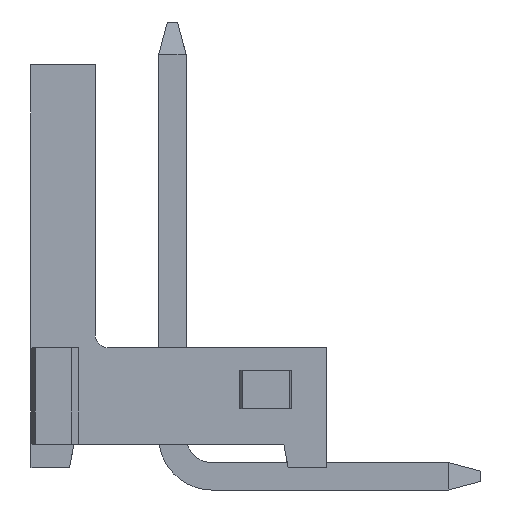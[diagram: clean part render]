
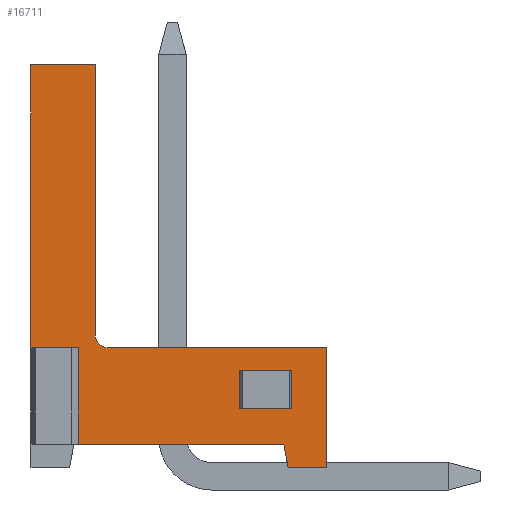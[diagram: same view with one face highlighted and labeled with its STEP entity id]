
A CAD part, left-side view. The second image highlights one B-rep face of the part: STEP entity #16711.
In plain terms, the highlighted planar face has unit normal (-1, 0, 0).
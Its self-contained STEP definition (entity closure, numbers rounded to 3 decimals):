
#15924=CARTESIAN_POINT('',(-12.5,-3.6,2.8));
#15925=VERTEX_POINT('',#15924);
#15932=CARTESIAN_POINT('',(-12.5,-3.6,0.));
#15933=VERTEX_POINT('',#15932);
#15934=CARTESIAN_POINT('',(-12.5,-3.6,2.8));
#15935=DIRECTION('',(0.,0.,-1.));
#15936=VECTOR('',#15935,2.8);
#15937=LINE('',#15934,#15936);
#15938=EDGE_CURVE('',#15925,#15933,#15937,.T.);
#16086=CARTESIAN_POINT('',(-12.5,3.3,2.8));
#16087=VERTEX_POINT('',#16086);
#16094=CARTESIAN_POINT('',(-12.5,3.3,9.4));
#16095=VERTEX_POINT('',#16094);
#16096=CARTESIAN_POINT('',(-12.5,3.3,2.8));
#16097=DIRECTION('',(0.,0.,1.));
#16098=VECTOR('',#16097,6.6);
#16099=LINE('',#16096,#16098);
#16100=EDGE_CURVE('',#16087,#16095,#16099,.T.);
#16118=CARTESIAN_POINT('',(-12.5,1.8,9.4));
#16119=VERTEX_POINT('',#16118);
#16120=CARTESIAN_POINT('',(-12.5,3.3,9.4));
#16121=DIRECTION('',(0.,-1.,0.));
#16122=VECTOR('',#16121,1.5);
#16123=LINE('',#16120,#16122);
#16124=EDGE_CURVE('',#16095,#16119,#16123,.T.);
#16142=CARTESIAN_POINT('',(-12.5,1.8,3.1));
#16143=VERTEX_POINT('',#16142);
#16144=CARTESIAN_POINT('',(-12.5,1.8,9.4));
#16145=DIRECTION('',(0.,0.,-1.));
#16146=VECTOR('',#16145,6.3);
#16147=LINE('',#16144,#16146);
#16148=EDGE_CURVE('',#16119,#16143,#16147,.T.);
#16166=CARTESIAN_POINT('',(-12.5,1.5,2.8));
#16167=VERTEX_POINT('',#16166);
#16168=CARTESIAN_POINT('',(-12.5,1.5,3.1));
#16169=DIRECTION('',(0.,1.,0.));
#16170=DIRECTION('',(-1.,0.,0.));
#16171=AXIS2_PLACEMENT_3D('',#16168,#16170,#16169);
#16172=CIRCLE('',#16171,0.3);
#16173=EDGE_CURVE('',#16143,#16167,#16172,.T.);
#16609=CARTESIAN_POINT('',(-12.5,-2.7,0.));
#16610=VERTEX_POINT('',#16609);
#16619=CARTESIAN_POINT('',(-12.5,-3.6,0.));
#16620=DIRECTION('',(0.,1.,0.));
#16621=VECTOR('',#16620,0.9);
#16622=LINE('',#16619,#16621);
#16623=EDGE_CURVE('',#15933,#16610,#16622,.T.);
#16628=CARTESIAN_POINT('',(-12.5,-0.15,4.7));
#16629=DIRECTION('',(0.,1.,0.));
#16630=DIRECTION('',(-1.,0.,0.));
#16631=AXIS2_PLACEMENT_3D('',#16628,#16630,#16629);
#16632=PLANE('',#16631);
#16633=CARTESIAN_POINT('',(-12.5,-3.6,2.8));
#16634=DIRECTION('',(0.,1.,0.));
#16635=VECTOR('',#16634,5.1);
#16636=LINE('',#16633,#16635);
#16637=EDGE_CURVE('',#15925,#16167,#16636,.T.);
#16638=ORIENTED_EDGE('',*,*,#16637,.T.);
#16639=ORIENTED_EDGE('',*,*,#16173,.F.);
#16640=ORIENTED_EDGE('',*,*,#16148,.F.);
#16641=ORIENTED_EDGE('',*,*,#16124,.F.);
#16642=ORIENTED_EDGE('',*,*,#16100,.F.);
#16643=CARTESIAN_POINT('',(-12.5,2.2,2.8));
#16644=VERTEX_POINT('',#16643);
#16645=CARTESIAN_POINT('',(-12.5,3.3,2.8));
#16646=DIRECTION('',(0.,-1.,0.));
#16647=VECTOR('',#16646,1.1);
#16648=LINE('',#16645,#16647);
#16649=EDGE_CURVE('',#16087,#16644,#16648,.T.);
#16650=ORIENTED_EDGE('',*,*,#16649,.T.);
#16651=CARTESIAN_POINT('',(-12.5,2.2,0.55));
#16652=VERTEX_POINT('',#16651);
#16653=CARTESIAN_POINT('',(-12.5,2.2,2.8));
#16654=DIRECTION('',(0.,0.,-1.));
#16655=VECTOR('',#16654,2.25);
#16656=LINE('',#16653,#16655);
#16657=EDGE_CURVE('',#16644,#16652,#16656,.T.);
#16658=ORIENTED_EDGE('',*,*,#16657,.T.);
#16659=CARTESIAN_POINT('',(-12.5,-2.6,0.55));
#16660=VERTEX_POINT('',#16659);
#16661=CARTESIAN_POINT('',(-12.5,-2.6,0.55));
#16662=DIRECTION('',(0.,1.,0.));
#16663=VECTOR('',#16662,4.8);
#16664=LINE('',#16661,#16663);
#16665=EDGE_CURVE('',#16660,#16652,#16664,.T.);
#16666=ORIENTED_EDGE('',*,*,#16665,.F.);
#16667=CARTESIAN_POINT('',(-12.5,-2.6,0.55));
#16668=DIRECTION('',(0.,-0.179,-0.984));
#16669=VECTOR('',#16668,0.559);
#16670=LINE('',#16667,#16669);
#16671=EDGE_CURVE('',#16660,#16610,#16670,.T.);
#16672=ORIENTED_EDGE('',*,*,#16671,.T.);
#16673=ORIENTED_EDGE('',*,*,#16623,.F.);
#16674=ORIENTED_EDGE('',*,*,#15938,.F.);
#16675=EDGE_LOOP('',(#16638,#16639,#16640,#16641,#16642,#16650,#16658,#16666,#16672,#16673,#16674));
#16676=FACE_OUTER_BOUND('',#16675,.T.);
#16677=CARTESIAN_POINT('',(-12.5,-2.775,2.275));
#16678=VERTEX_POINT('',#16677);
#16679=CARTESIAN_POINT('',(-12.5,-2.775,1.375));
#16680=VERTEX_POINT('',#16679);
#16681=CARTESIAN_POINT('',(-12.5,-2.775,2.275));
#16682=DIRECTION('',(0.,0.,-1.));
#16683=VECTOR('',#16682,0.9);
#16684=LINE('',#16681,#16683);
#16685=EDGE_CURVE('',#16678,#16680,#16684,.T.);
#16686=ORIENTED_EDGE('',*,*,#16685,.T.);
#16687=CARTESIAN_POINT('',(-12.5,-1.575,1.375));
#16688=VERTEX_POINT('',#16687);
#16689=CARTESIAN_POINT('',(-12.5,-2.775,1.375));
#16690=DIRECTION('',(0.,1.,0.));
#16691=VECTOR('',#16690,1.2);
#16692=LINE('',#16689,#16691);
#16693=EDGE_CURVE('',#16680,#16688,#16692,.T.);
#16694=ORIENTED_EDGE('',*,*,#16693,.T.);
#16695=CARTESIAN_POINT('',(-12.5,-1.575,2.275));
#16696=VERTEX_POINT('',#16695);
#16697=CARTESIAN_POINT('',(-12.5,-1.575,1.375));
#16698=DIRECTION('',(0.,0.,1.));
#16699=VECTOR('',#16698,0.9);
#16700=LINE('',#16697,#16699);
#16701=EDGE_CURVE('',#16688,#16696,#16700,.T.);
#16702=ORIENTED_EDGE('',*,*,#16701,.T.);
#16703=CARTESIAN_POINT('',(-12.5,-1.575,2.275));
#16704=DIRECTION('',(0.,-1.,0.));
#16705=VECTOR('',#16704,1.2);
#16706=LINE('',#16703,#16705);
#16707=EDGE_CURVE('',#16696,#16678,#16706,.T.);
#16708=ORIENTED_EDGE('',*,*,#16707,.T.);
#16709=EDGE_LOOP('',(#16686,#16694,#16702,#16708));
#16710=FACE_BOUND('',#16709,.T.);
#16711=ADVANCED_FACE('',(#16676,#16710),#16632,.T.);
